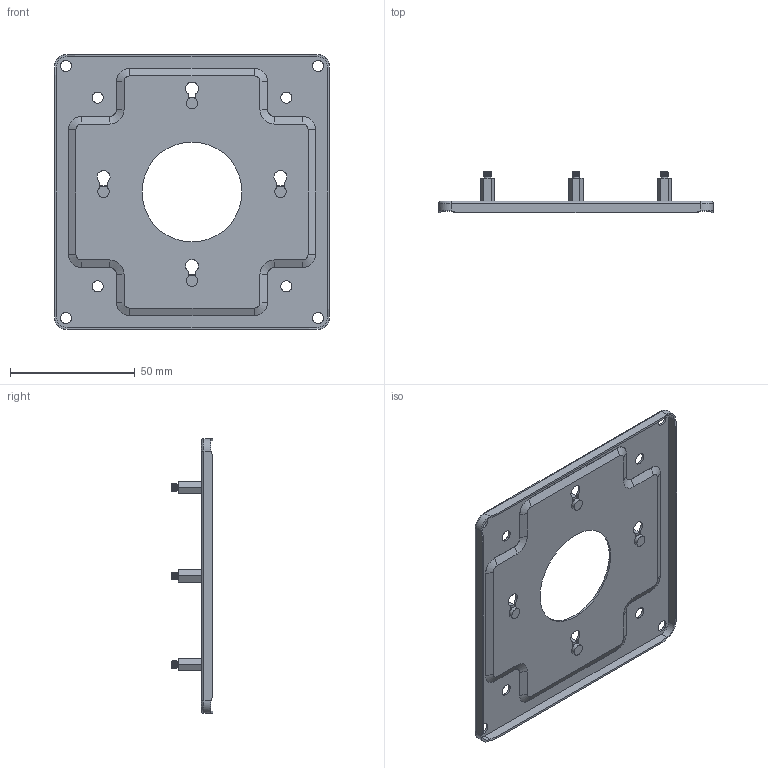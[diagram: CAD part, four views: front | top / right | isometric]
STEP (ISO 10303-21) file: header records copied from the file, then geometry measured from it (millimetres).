
FILE_DESCRIPTION((''),'2;1');
FILE_NAME('VESA-2019-8-23_B_ASM','2022-08-06T14:01:41',('admin'),(''),'CREO PARAMETRIC BY PTC INC, 2018050','CREO PARAMETRIC BY PTC INC, 2018050','');
FILE_SCHEMA(('CONFIG_CONTROL_DESIGN'));
Length unit declared in the file: millimetre
Products named in the file (4): PRT-1-10-09_3____B; PRT-1-10-08_1____B; ASM1-11-04_ASM_2____B_ASM; VESA-2019-8-23_B_ASM
Assembly tree (6 placements, depth 3):
  VESA-2019-8-23_B_ASM
    ASM1-11-04_ASM_2____B_ASM
      PRT-1-10-09_3____B
      PRT-1-10-08_1____B  x4
Bounding box: 110 x 16.6 x 110 mm (x, y, z)
Volume: 10807.8 mm3; surface area: 26119.5 mm2
Topology: 5 solids, 5 shells, 322 faces, 842 edges, 548 vertices
Faces by surface type: cylinder 118, plane 112, cone 40, torus 28, bspline 24
Entity records: 8139 total; most frequent: CARTESIAN_POINT 2534, DIRECTION 1212, ORIENTED_EDGE 1132, EDGE_CURVE 566, AXIS2_PLACEMENT_3D 462, VERTEX_POINT 365, VECTOR 288, LINE 288
